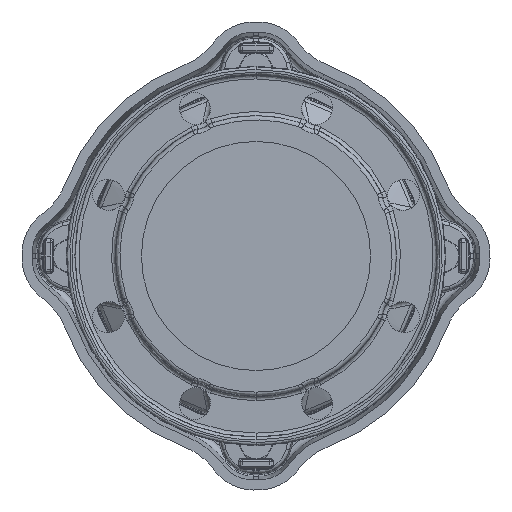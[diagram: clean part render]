
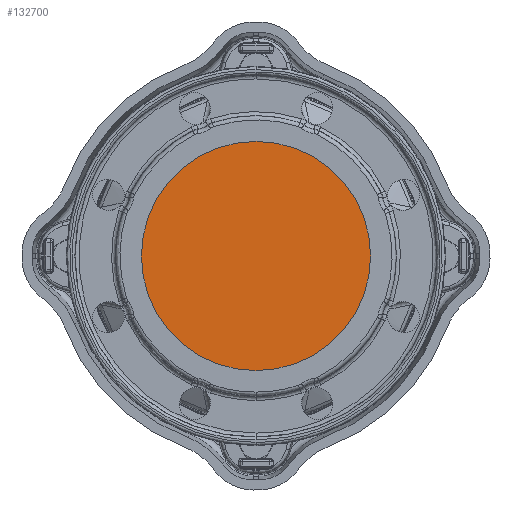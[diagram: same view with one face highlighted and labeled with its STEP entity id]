
A CAD part, left-side view. The second image highlights one B-rep face of the part: STEP entity #132700.
In plain terms, the highlighted planar face has unit normal (-1, 0, 0).
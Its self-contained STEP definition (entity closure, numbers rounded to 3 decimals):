
#422 = DIRECTION ( 'NONE',  ( 0., 0., -1. ) ) ;
#19072 = EDGE_CURVE ( 'NONE', #220182, #205226, #308449, .T. ) ;
#23404 = CARTESIAN_POINT ( 'NONE',  ( 2.791, 0., -88.928 ) ) ;
#23881 = CARTESIAN_POINT ( 'NONE',  ( 2.791, 0., 0. ) ) ;
#32638 = EDGE_LOOP ( 'NONE', ( #292381, #63257 ) ) ;
#39669 = CARTESIAN_POINT ( 'NONE',  ( 2.791, 0., 0. ) ) ;
#42049 = CARTESIAN_POINT ( 'NONE',  ( 2.791, -89.995, -89.995 ) ) ;
#63257 = ORIENTED_EDGE ( 'NONE', *, *, #131506, .F. ) ;
#67157 = DIRECTION ( 'NONE',  ( 1., 0., 0. ) ) ;
#71561 = DIRECTION ( 'NONE',  ( 1., 0., 0. ) ) ;
#118878 = FACE_OUTER_BOUND ( 'NONE', #32638, .T. ) ;
#131506 = EDGE_CURVE ( 'NONE', #205226, #220182, #278668, .T. ) ;
#132700 = ADVANCED_FACE ( 'NONE', ( #118878 ), #144025, .T. ) ;
#142981 = DIRECTION ( 'NONE',  ( 0., 0., 1. ) ) ;
#144025 = PLANE ( 'NONE',  #183639 ) ;
#150711 = CARTESIAN_POINT ( 'NONE',  ( 2.791, 0., 88.928 ) ) ;
#183067 = AXIS2_PLACEMENT_3D ( 'NONE', #39669, #67157, #258553 ) ;
#183639 = AXIS2_PLACEMENT_3D ( 'NONE', #42049, #240685, #142981 ) ;
#205226 = VERTEX_POINT ( 'NONE', #150711 ) ;
#220182 = VERTEX_POINT ( 'NONE', #23404 ) ;
#240685 = DIRECTION ( 'NONE',  ( -1., 0., 0. ) ) ;
#258553 = DIRECTION ( 'NONE',  ( 0., 0., -1. ) ) ;
#278668 = CIRCLE ( 'NONE', #183067, 88.928 ) ;
#279403 = AXIS2_PLACEMENT_3D ( 'NONE', #23881, #71561, #422 ) ;
#292381 = ORIENTED_EDGE ( 'NONE', *, *, #19072, .F. ) ;
#308449 = CIRCLE ( 'NONE', #279403, 88.928 ) ;
